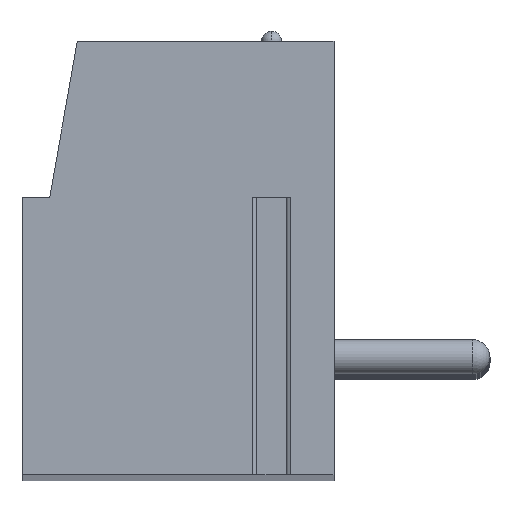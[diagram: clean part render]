
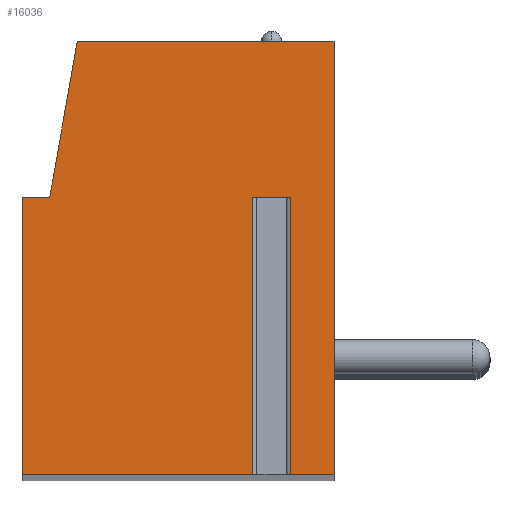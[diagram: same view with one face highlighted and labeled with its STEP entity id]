
A CAD part, top view. The second image highlights one B-rep face of the part: STEP entity #16036.
In plain terms, the highlighted planar face has unit normal (0, 0, 1).
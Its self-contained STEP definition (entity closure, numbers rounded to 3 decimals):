
#13=DIRECTION('',(-1.,0.,0.));
#14=VECTOR('',#13,1.112);
#15=CARTESIAN_POINT('',(3.256,1.75,93.98));
#16=LINE('',#15,#14);
#17=DIRECTION('',(0.,-1.,0.));
#18=VECTOR('',#17,8.);
#19=CARTESIAN_POINT('',(2.144,1.75,93.98));
#20=LINE('',#19,#18);
#21=DIRECTION('',(1.,0.,0.));
#22=VECTOR('',#21,6.644);
#23=CARTESIAN_POINT('',(-4.5,-6.25,93.98));
#24=LINE('',#23,#22);
#25=DIRECTION('',(0.,-1.,0.));
#26=VECTOR('',#25,8.);
#27=CARTESIAN_POINT('',(-4.5,1.75,93.98));
#28=LINE('',#27,#26);
#29=DIRECTION('',(-1.,0.,0.));
#30=VECTOR('',#29,0.8);
#31=CARTESIAN_POINT('',(-3.7,1.75,93.98));
#32=LINE('',#31,#30);
#33=DIRECTION('',(-0.174,-0.985,0.));
#34=VECTOR('',#33,4.569);
#35=CARTESIAN_POINT('',(-2.907,6.25,93.98));
#36=LINE('',#35,#34);
#37=DIRECTION('',(-1.,0.,0.));
#38=VECTOR('',#37,7.407);
#39=CARTESIAN_POINT('',(4.5,6.25,93.98));
#40=LINE('',#39,#38);
#41=DIRECTION('',(0.,1.,0.));
#42=VECTOR('',#41,12.5);
#43=CARTESIAN_POINT('',(4.5,-6.25,93.98));
#44=LINE('',#43,#42);
#45=DIRECTION('',(1.,0.,0.));
#46=VECTOR('',#45,1.244);
#47=CARTESIAN_POINT('',(3.256,-6.25,93.98));
#48=LINE('',#47,#46);
#49=DIRECTION('',(0.,-1.,0.));
#50=VECTOR('',#49,8.);
#51=CARTESIAN_POINT('',(3.256,1.75,93.98));
#52=LINE('',#51,#50);
#12627=CARTESIAN_POINT('',(-3.7,1.75,93.98));
#12628=CARTESIAN_POINT('',(-4.5,1.75,93.98));
#12629=VERTEX_POINT('',#12627);
#12630=VERTEX_POINT('',#12628);
#12631=CARTESIAN_POINT('',(-4.5,-6.25,93.98));
#12632=VERTEX_POINT('',#12631);
#12633=CARTESIAN_POINT('',(4.5,-6.25,93.98));
#12634=CARTESIAN_POINT('',(4.5,6.25,93.98));
#12635=VERTEX_POINT('',#12633);
#12636=VERTEX_POINT('',#12634);
#12637=CARTESIAN_POINT('',(-2.907,6.25,93.98));
#12638=VERTEX_POINT('',#12637);
#12687=CARTESIAN_POINT('',(3.256,1.75,93.98));
#12688=CARTESIAN_POINT('',(2.144,1.75,93.98));
#12689=VERTEX_POINT('',#12687);
#12690=VERTEX_POINT('',#12688);
#12691=CARTESIAN_POINT('',(2.144,-6.25,93.98));
#12692=VERTEX_POINT('',#12691);
#12693=CARTESIAN_POINT('',(3.256,-6.25,93.98));
#12694=VERTEX_POINT('',#12693);
#16009=CARTESIAN_POINT('',(0.,0.,93.98));
#16010=DIRECTION('',(0.,0.,1.));
#16011=DIRECTION('',(1.,0.,0.));
#16012=AXIS2_PLACEMENT_3D('',#16009,#16010,#16011);
#16013=PLANE('',#16012);
#16015=ORIENTED_EDGE('',*,*,#16014,.T.);
#16017=ORIENTED_EDGE('',*,*,#16016,.T.);
#16019=ORIENTED_EDGE('',*,*,#16018,.F.);
#16021=ORIENTED_EDGE('',*,*,#16020,.F.);
#16023=ORIENTED_EDGE('',*,*,#16022,.F.);
#16025=ORIENTED_EDGE('',*,*,#16024,.F.);
#16027=ORIENTED_EDGE('',*,*,#16026,.F.);
#16029=ORIENTED_EDGE('',*,*,#16028,.F.);
#16031=ORIENTED_EDGE('',*,*,#16030,.F.);
#16033=ORIENTED_EDGE('',*,*,#16032,.F.);
#16034=EDGE_LOOP('',(#16015,#16017,#16019,#16021,#16023,#16025,#16027,#16029,
#16031,#16033));
#16035=FACE_OUTER_BOUND('',#16034,.F.);
#16014=EDGE_CURVE('',#12689,#12690,#16,.T.);
#16016=EDGE_CURVE('',#12690,#12692,#20,.T.);
#16018=EDGE_CURVE('',#12632,#12692,#24,.T.);
#16020=EDGE_CURVE('',#12630,#12632,#28,.T.);
#16022=EDGE_CURVE('',#12629,#12630,#32,.T.);
#16024=EDGE_CURVE('',#12638,#12629,#36,.T.);
#16026=EDGE_CURVE('',#12636,#12638,#40,.T.);
#16028=EDGE_CURVE('',#12635,#12636,#44,.T.);
#16030=EDGE_CURVE('',#12694,#12635,#48,.T.);
#16032=EDGE_CURVE('',#12689,#12694,#52,.T.);
#16036=ADVANCED_FACE('',(#16035),#16013,.T.);
